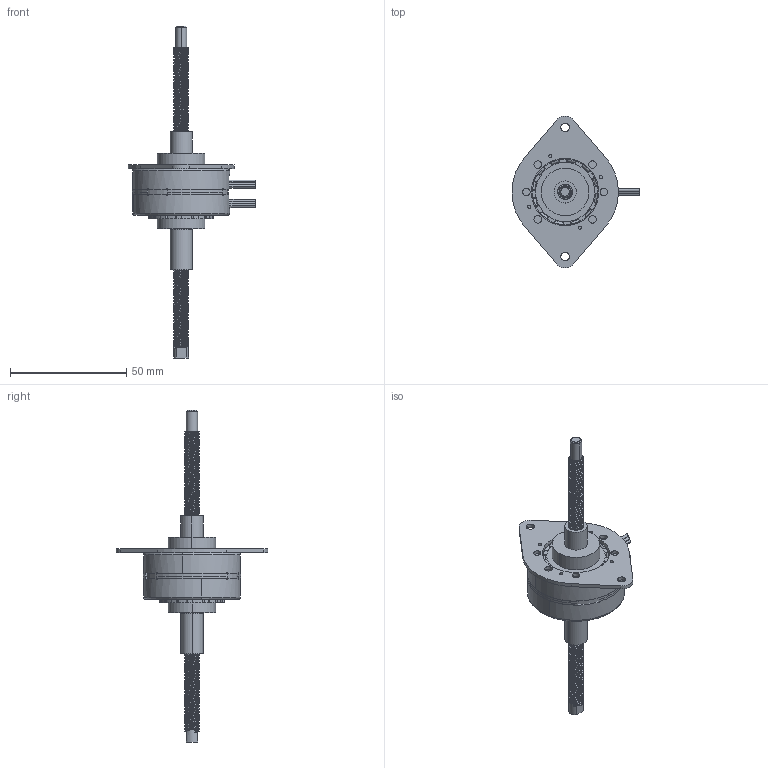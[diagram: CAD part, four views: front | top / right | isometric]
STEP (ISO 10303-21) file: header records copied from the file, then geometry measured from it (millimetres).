
FILE_DESCRIPTION((''),'2;1');
FILE_NAME('42DBL10C2U-L_ASM_ASM','2015-10-26T',('sandip.dhanwate'),(''),'PRO/ENGINEER BY PARAMETRIC TECHNOLOGY CORPORATION, 2014310','PRO/ENGINEER BY PARAMETRIC TECHNOLOGY CORPORATION, 2014310','');
FILE_SCHEMA(('CONFIG_CONTROL_DESIGN'));
Length unit declared in the file: inch
Products named in the file (12): 149-5136-001_1; 053-5128-001_2; 584-5213-004_ASM_1_ASM; 017-5035-001_2; 230-0181_1; 534-5168_ASM_1_ASM; 190-0516_AF0_1; PRT0002_2; 017-5035-001___2; 534-5168__ASM_1_ASM; 42DBL10C2U-L_ASM_7_ASM; 42DBL10C2U-L_ASM_ASM
Assembly tree (17 placements, depth 4):
  42DBL10C2U-L_ASM_ASM
    42DBL10C2U-L_ASM_7_ASM
      584-5213-004_ASM_1_ASM
        149-5136-001_1
        053-5128-001_2
      053-5128-001_2
      534-5168_ASM_1_ASM
        017-5035-001_2
        230-0181_1  x3
      190-0516_AF0_1
      PRT0002_2
      534-5168__ASM_1_ASM
        017-5035-001___2
        230-0181_1  x3
Bounding box: 54.92 x 65.3 x 142.75 mm (x, y, z)
Volume: 40179.9 mm3; surface area: 25481.1 mm2
Topology: 13 solids, 14 shells, 1007 faces, 2822 edges, 1856 vertices
Faces by surface type: cylinder 564, bspline 236, plane 185, sphere 8, torus 6, extrusion 6, cone 2
Entity records: 58730 total; most frequent: CARTESIAN_POINT 39499, ORIENTED_EDGE 4422, DIRECTION 3296, EDGE_CURVE 2211, VERTEX_POINT 1450, AXIS2_PLACEMENT_3D 1228, EDGE_LOOP 855, VECTOR 840
